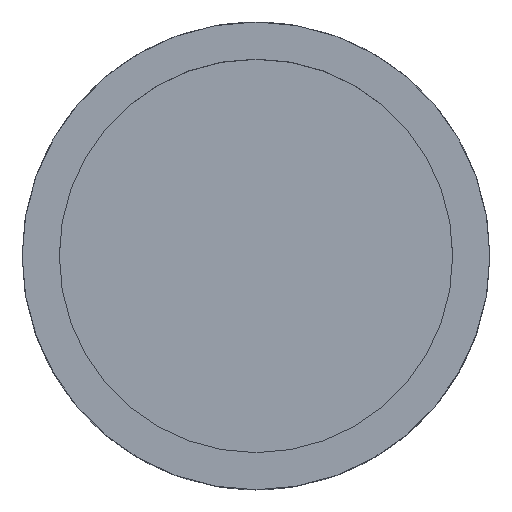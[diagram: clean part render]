
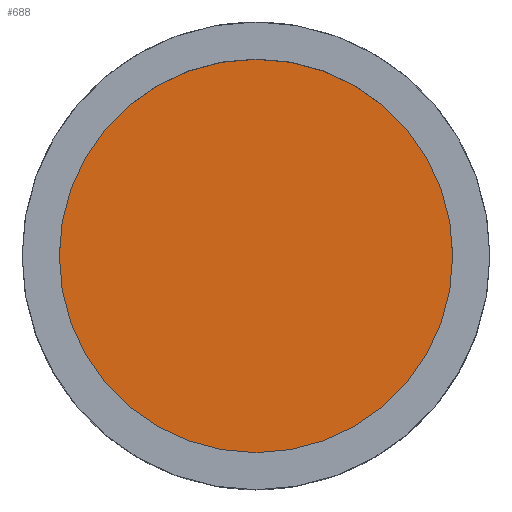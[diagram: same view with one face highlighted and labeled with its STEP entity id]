
A CAD part, top view. The second image highlights one B-rep face of the part: STEP entity #688.
In plain terms, the highlighted planar face has unit normal (0, 0, 1).
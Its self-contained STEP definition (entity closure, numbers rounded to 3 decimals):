
#2 = CIRCLE ( 'NONE', #519, 26.5 ) ;
#8 = EDGE_CURVE ( 'NONE', #382, #826, #111, .T. ) ;
#82 = DIRECTION ( 'NONE',  ( 1., 0., 0. ) ) ;
#103 = EDGE_CURVE ( 'NONE', #826, #382, #2, .T. ) ;
#111 = CIRCLE ( 'NONE', #692, 26.5 ) ;
#219 = FACE_OUTER_BOUND ( 'NONE', #556, .T. ) ;
#235 = AXIS2_PLACEMENT_3D ( 'NONE', #781, #381, #968 ) ;
#381 = DIRECTION ( 'NONE',  ( 0., 0., -1. ) ) ;
#382 = VERTEX_POINT ( 'NONE', #457 ) ;
#390 = CARTESIAN_POINT ( 'NONE',  ( 0., 0., 5. ) ) ;
#399 = CARTESIAN_POINT ( 'NONE',  ( 0., 0., 5. ) ) ;
#457 = CARTESIAN_POINT ( 'NONE',  ( -26.5, 0., 5. ) ) ;
#519 = AXIS2_PLACEMENT_3D ( 'NONE', #399, #870, #720 ) ;
#532 = PLANE ( 'NONE',  #235 ) ;
#546 = DIRECTION ( 'NONE',  ( 0., 0., 1. ) ) ;
#556 = EDGE_LOOP ( 'NONE', ( #901, #844 ) ) ;
#688 = ADVANCED_FACE ( 'NONE', ( #219 ), #532, .F. ) ;
#692 = AXIS2_PLACEMENT_3D ( 'NONE', #390, #546, #82 ) ;
#720 = DIRECTION ( 'NONE',  ( 1., 0., 0. ) ) ;
#723 = CARTESIAN_POINT ( 'NONE',  ( 26.5, 0., 5. ) ) ;
#781 = CARTESIAN_POINT ( 'NONE',  ( 0., 26.5, 5. ) ) ;
#826 = VERTEX_POINT ( 'NONE', #723 ) ;
#844 = ORIENTED_EDGE ( 'NONE', *, *, #8, .T. ) ;
#870 = DIRECTION ( 'NONE',  ( 0., 0., 1. ) ) ;
#901 = ORIENTED_EDGE ( 'NONE', *, *, #103, .T. ) ;
#968 = DIRECTION ( 'NONE',  ( -1., 0., 0. ) ) ;
